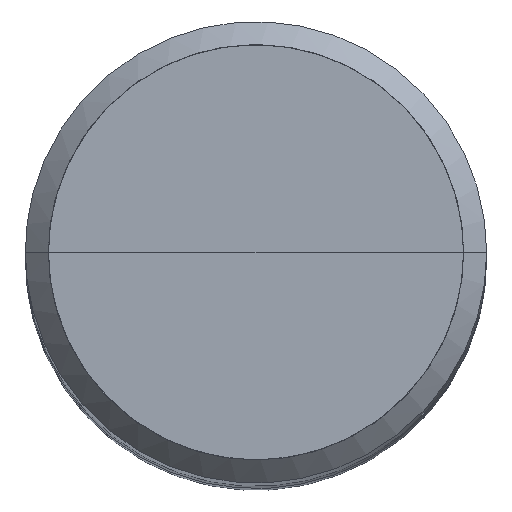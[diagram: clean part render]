
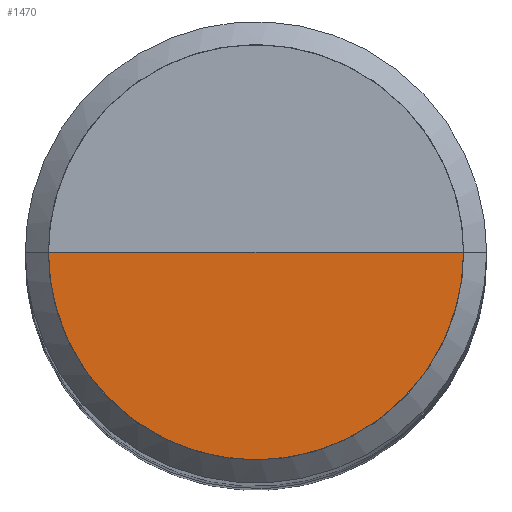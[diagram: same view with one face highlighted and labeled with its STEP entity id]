
A CAD part, top view. The second image highlights one B-rep face of the part: STEP entity #1470.
In plain terms, the highlighted free-form (B-spline) face has degree [1, 2] with [2, 5] control points.
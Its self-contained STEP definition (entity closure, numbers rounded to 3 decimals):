
#1032=CARTESIAN_POINT('',(5.4,0.0,45.8));
#1036=CARTESIAN_POINT('',(-5.4,0.0,45.8));
#1037=CARTESIAN_POINT('',(0.0,0.0,45.8));
#1050=CARTESIAN_POINT('',(-5.4,-5.4,45.8));
#1051=CARTESIAN_POINT('',(0.0,-5.4,45.8));
#1052=CARTESIAN_POINT('',(5.4,-5.4,45.8));
#1455=(
BOUNDED_SURFACE()
B_SPLINE_SURFACE(1,2,(
(#1036,#1050,#1051,#1052,#1032),
(#1037,#1037,#1037,#1037,#1037)
), .UNSPECIFIED.,.F.,.F.,.F.)
B_SPLINE_SURFACE_WITH_KNOTS((2,2),(3,2,3),(
0.0,1.0),(
0.0,0.5,1.0), .UNSPECIFIED.)
GEOMETRIC_REPRESENTATION_ITEM()
RATIONAL_B_SPLINE_SURFACE(((1.0,0.707,1.0,0.707,1.0),
(1.0,0.707,1.0,0.707,1.0)
))
REPRESENTATION_ITEM('')
SURFACE()
);
#1456=(
BOUNDED_CURVE()
B_SPLINE_CURVE(1,(#1037,#1032),.UNSPECIFIED.,.F.,.F.)
B_SPLINE_CURVE_WITH_KNOTS((2,2),
(0.0,1.0),.UNSPECIFIED.)
CURVE()
GEOMETRIC_REPRESENTATION_ITEM()
RATIONAL_B_SPLINE_CURVE((1.0,1.0))
REPRESENTATION_ITEM('')
);
#1457=(
BOUNDED_CURVE()
B_SPLINE_CURVE(2,(#1032,#1052,#1051,#1050,#1036),.UNSPECIFIED.,.F.,.F.)
B_SPLINE_CURVE_WITH_KNOTS((3,2,3),
(0.0,0.5,1.0),.UNSPECIFIED.)
CURVE()
GEOMETRIC_REPRESENTATION_ITEM()
RATIONAL_B_SPLINE_CURVE((1.0,0.707,1.0,0.707,1.0))
REPRESENTATION_ITEM('')
);
#1458=(
BOUNDED_CURVE()
B_SPLINE_CURVE(1,(#1036,#1037),.UNSPECIFIED.,.F.,.F.)
B_SPLINE_CURVE_WITH_KNOTS((2,2),
(0.0,1.0),.UNSPECIFIED.)
CURVE()
GEOMETRIC_REPRESENTATION_ITEM()
RATIONAL_B_SPLINE_CURVE((1.0,1.0))
REPRESENTATION_ITEM('')
);
#1459=VERTEX_POINT('',#1032);
#1460=VERTEX_POINT('',#1036);
#1461=VERTEX_POINT('',#1037);
#1462=EDGE_CURVE('',#1461,#1459,#1456,.T.);
#1463=EDGE_CURVE('',#1459,#1460,#1457,.T.);
#1464=EDGE_CURVE('',#1460,#1461,#1458,.T.);
#1465=ORIENTED_EDGE('',*,*,#1462,.T.);
#1466=ORIENTED_EDGE('',*,*,#1463,.T.);
#1467=ORIENTED_EDGE('',*,*,#1464,.T.);
#1468=EDGE_LOOP('',(#1465,#1466,#1467));
#1469=FACE_OUTER_BOUND('',#1468,.T.);
#1470=ADVANCED_FACE('',(#1469),#1455,.T.);
